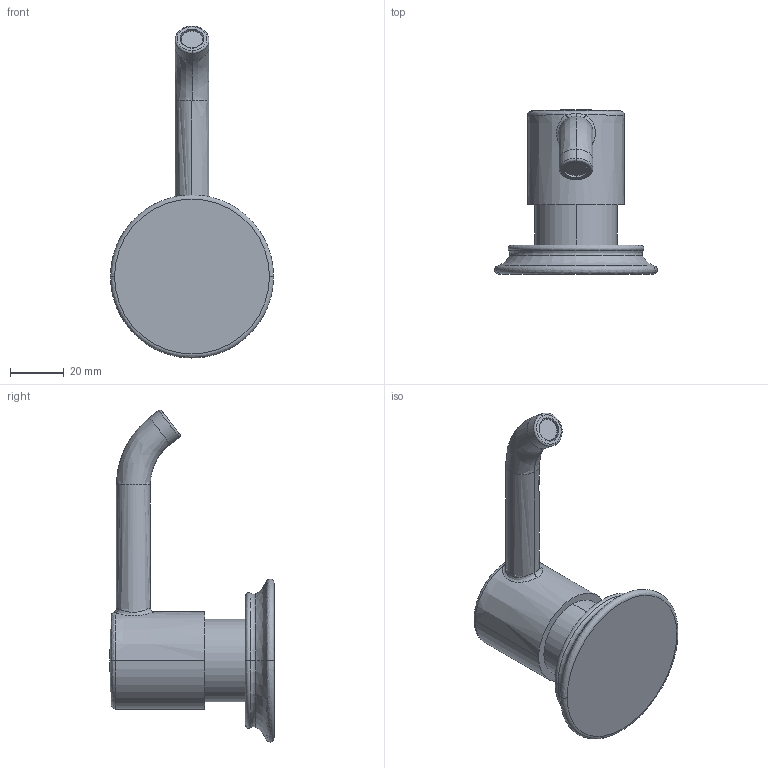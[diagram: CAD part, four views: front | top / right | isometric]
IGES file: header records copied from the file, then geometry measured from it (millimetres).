
Start section:  PTC IGES file: 3310-5721.igs
Global section: file name: 3310-5721.igs; native system: Creo Parametric by PTC Inc.; preprocessor: 2018400; author: jinson.thomas; organization: Unknown; date: 20211014.102415; units: inch
Bounding box: 60.95 x 61.37 x 124.09 mm (x, y, z)
Volume: 82104.1 mm3; surface area: 16111.5 mm2
Topology: 1 solids, 1 shells, 40 faces, 83 edges, 47 vertices
Faces by surface type: revolution 30, bspline 10
